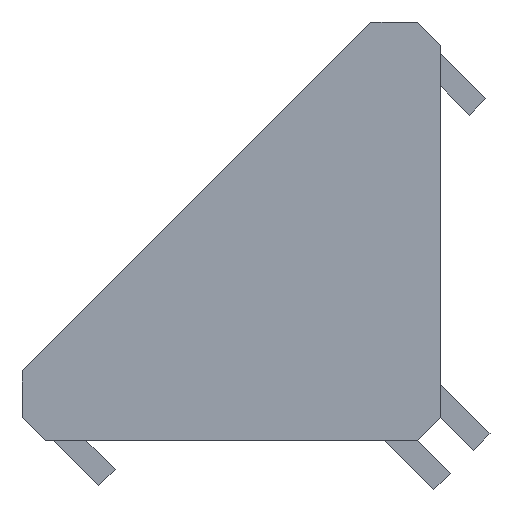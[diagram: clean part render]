
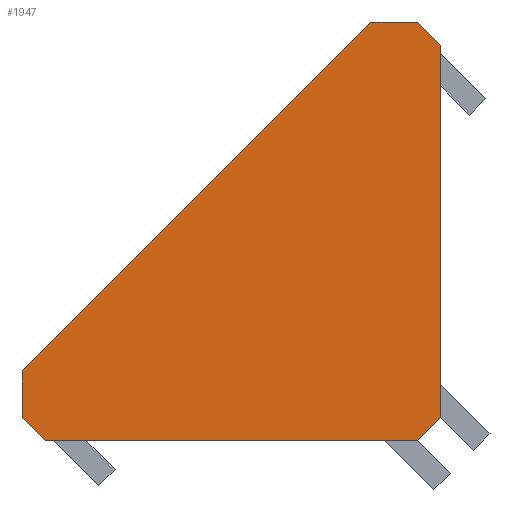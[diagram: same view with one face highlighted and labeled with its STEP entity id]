
A CAD part, left-side view. The second image highlights one B-rep face of the part: STEP entity #1947.
In plain terms, the highlighted planar face has unit normal (-1, 0, 0).
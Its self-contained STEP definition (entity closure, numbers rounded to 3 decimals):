
#15 = VERTEX_POINT ( 'NONE', #1581 ) ;
#112 = VECTOR ( 'NONE', #2777, 1000. ) ;
#113 = ORIENTED_EDGE ( 'NONE', *, *, #146, .F. ) ;
#136 = VERTEX_POINT ( 'NONE', #1892 ) ;
#146 = EDGE_CURVE ( 'NONE', #15, #136, #2375, .T. ) ;
#163 = ORIENTED_EDGE ( 'NONE', *, *, #1496, .F. ) ;
#178 = ORIENTED_EDGE ( 'NONE', *, *, #3161, .T. ) ;
#183 = DIRECTION ( 'NONE',  ( 0., 1., 0. ) ) ;
#206 = DIRECTION ( 'NONE',  ( 0., 0., -1. ) ) ;
#412 = DIRECTION ( 'NONE',  ( 0., 0., 1. ) ) ;
#419 = AXIS2_PLACEMENT_3D ( 'NONE', #3162, #1661, #206 ) ;
#474 = VECTOR ( 'NONE', #1101, 1000. ) ;
#482 = CARTESIAN_POINT ( 'NONE',  ( -9., 8., -9. ) ) ;
#541 = LINE ( 'NONE', #2598, #474 ) ;
#745 = VERTEX_POINT ( 'NONE', #2290 ) ;
#1101 = DIRECTION ( 'NONE',  ( 0., -1., 0. ) ) ;
#1108 = VECTOR ( 'NONE', #183, 1000. ) ;
#1114 = ORIENTED_EDGE ( 'NONE', *, *, #1543, .F. ) ;
#1148 = CARTESIAN_POINT ( 'NONE',  ( -9., -9., -9. ) ) ;
#1230 = LINE ( 'NONE', #3094, #2586 ) ;
#1275 = CARTESIAN_POINT ( 'NONE',  ( -9., -9., 8. ) ) ;
#1426 = PLANE ( 'NONE',  #419 ) ;
#1437 = ORIENTED_EDGE ( 'NONE', *, *, #2470, .F. ) ;
#1476 = VERTEX_POINT ( 'NONE', #3015 ) ;
#1485 = LINE ( 'NONE', #1593, #2999 ) ;
#1496 = EDGE_CURVE ( 'NONE', #2939, #745, #541, .T. ) ;
#1543 = EDGE_CURVE ( 'NONE', #136, #2939, #2616, .T. ) ;
#1552 = DIRECTION ( 'NONE',  ( 0., 0., -1. ) ) ;
#1555 = LINE ( 'NONE', #2022, #2377 ) ;
#1581 = CARTESIAN_POINT ( 'NONE',  ( -9., 9., -8. ) ) ;
#1593 = CARTESIAN_POINT ( 'NONE',  ( -9., 9., -8. ) ) ;
#1607 = VERTEX_POINT ( 'NONE', #2401 ) ;
#1629 = VECTOR ( 'NONE', #412, 1000. ) ;
#1661 = DIRECTION ( 'NONE',  ( 1., 0., 0. ) ) ;
#1669 = CARTESIAN_POINT ( 'NONE',  ( -9., -9., -8. ) ) ;
#1879 = CARTESIAN_POINT ( 'NONE',  ( -9., 9., -9. ) ) ;
#1892 = CARTESIAN_POINT ( 'NONE',  ( -9., 9., -6. ) ) ;
#1897 = VECTOR ( 'NONE', #3096, 1000. ) ;
#1947 = ADVANCED_FACE ( 'NONE', ( #2996 ), #1426, .F. ) ;
#2022 = CARTESIAN_POINT ( 'NONE',  ( -9., -9., 9. ) ) ;
#2152 = ORIENTED_EDGE ( 'NONE', *, *, #2642, .T. ) ;
#2290 = CARTESIAN_POINT ( 'NONE',  ( -9., -8., 9. ) ) ;
#2336 = DIRECTION ( 'NONE',  ( 0., -0.707, 0.707 ) ) ;
#2375 = LINE ( 'NONE', #1879, #1629 ) ;
#2377 = VECTOR ( 'NONE', #1552, 1000. ) ;
#2401 = CARTESIAN_POINT ( 'NONE',  ( -9., -8., -9. ) ) ;
#2470 = EDGE_CURVE ( 'NONE', #1476, #2985, #1555, .T. ) ;
#2492 = EDGE_CURVE ( 'NONE', #15, #3093, #1485, .T. ) ;
#2550 = LINE ( 'NONE', #1148, #1108 ) ;
#2586 = VECTOR ( 'NONE', #2336, 1000. ) ;
#2587 = DIRECTION ( 'NONE',  ( 0., -0.707, -0.707 ) ) ;
#2598 = CARTESIAN_POINT ( 'NONE',  ( -9., -6., 9. ) ) ;
#2615 = CARTESIAN_POINT ( 'NONE',  ( -9., -6., 9. ) ) ;
#2616 = LINE ( 'NONE', #2825, #1897 ) ;
#2642 = EDGE_CURVE ( 'NONE', #1607, #2985, #1230, .T. ) ;
#2643 = ORIENTED_EDGE ( 'NONE', *, *, #2492, .T. ) ;
#2724 = EDGE_CURVE ( 'NONE', #1607, #3093, #2550, .T. ) ;
#2770 = LINE ( 'NONE', #1275, #112 ) ;
#2777 = DIRECTION ( 'NONE',  ( 0., 0.707, 0.707 ) ) ;
#2825 = CARTESIAN_POINT ( 'NONE',  ( -9., 9., -6. ) ) ;
#2939 = VERTEX_POINT ( 'NONE', #2615 ) ;
#2985 = VERTEX_POINT ( 'NONE', #1669 ) ;
#2996 = FACE_OUTER_BOUND ( 'NONE', #3060, .T. ) ;
#2999 = VECTOR ( 'NONE', #2587, 1000. ) ;
#3015 = CARTESIAN_POINT ( 'NONE',  ( -9., -9., 8. ) ) ;
#3033 = ORIENTED_EDGE ( 'NONE', *, *, #2724, .F. ) ;
#3060 = EDGE_LOOP ( 'NONE', ( #3033, #2152, #1437, #178, #163, #1114, #113, #2643 ) ) ;
#3093 = VERTEX_POINT ( 'NONE', #482 ) ;
#3094 = CARTESIAN_POINT ( 'NONE',  ( -9., -8., -9. ) ) ;
#3096 = DIRECTION ( 'NONE',  ( 0., -0.707, 0.707 ) ) ;
#3161 = EDGE_CURVE ( 'NONE', #1476, #745, #2770, .T. ) ;
#3162 = CARTESIAN_POINT ( 'NONE',  ( -9., 0., 0. ) ) ;
